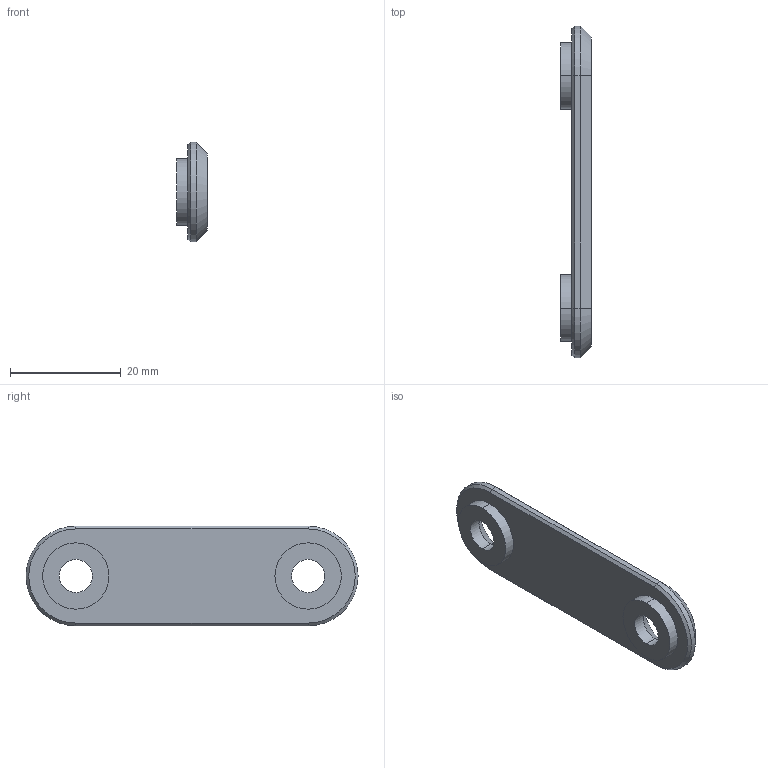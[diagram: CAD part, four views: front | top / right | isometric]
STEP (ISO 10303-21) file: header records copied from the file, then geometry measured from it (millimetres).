
FILE_DESCRIPTION (( 'STEP AP214' ), '1' );
FILE_NAME ('brake support link 1 revised.STEP', '2019-11-13T11:36:10', ( '' ), ( '' ), 'SwSTEP 2.0', 'SolidWorks 2019', '' );
FILE_SCHEMA (( 'AUTOMOTIVE_DESIGN' ));
Length unit declared in the file: millimetre
Products named in the file (1): brake support link 1 revised
Bounding box: 5.5 x 60 x 18 mm (x, y, z)
Volume: 3107.3 mm3; surface area: 2502 mm2
Topology: 1 solids, 1 shells, 28 faces, 60 edges, 36 vertices
Faces by surface type: cylinder 10, plane 10, cone 8
Entity records: 798 total; most frequent: DIRECTION 146, CARTESIAN_POINT 125, ORIENTED_EDGE 120, EDGE_CURVE 60, AXIS2_PLACEMENT_3D 57, VERTEX_POINT 36, EDGE_LOOP 34, LINE 32
